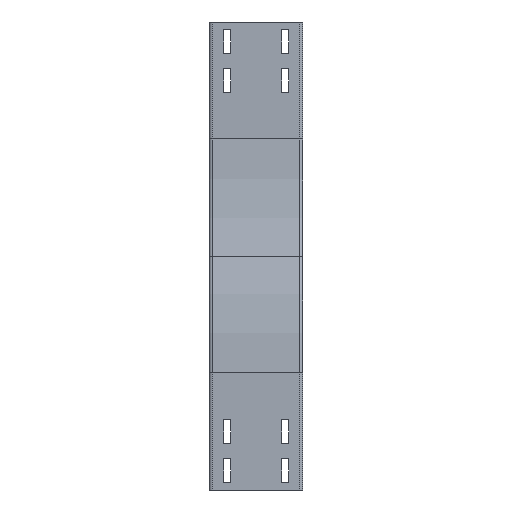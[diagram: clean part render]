
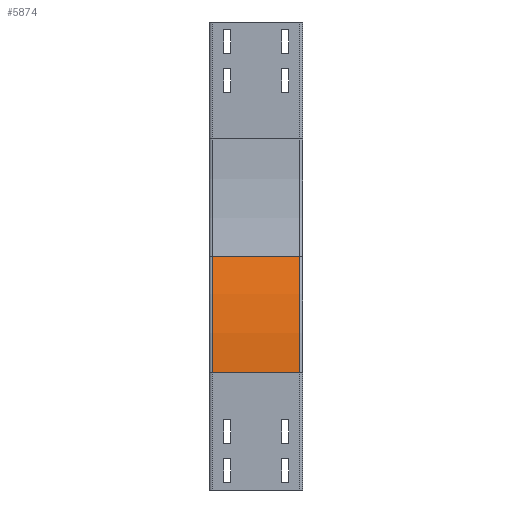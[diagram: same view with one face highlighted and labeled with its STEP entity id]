
A CAD part, left-side view. The second image highlights one B-rep face of the part: STEP entity #5874.
In plain terms, the highlighted cylindrical face has radius 462.5 mm (diameter 925 mm), a partial arc.
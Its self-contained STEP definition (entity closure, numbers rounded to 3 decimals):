
#167=CIRCLE('',#6326,462.5);
#168=CIRCLE('',#6328,462.5);
#304=CYLINDRICAL_SURFACE('',#6327,462.5);
#398=FACE_OUTER_BOUND('',#740,.T.);
#740=EDGE_LOOP('',(#4077,#4078,#4079,#4080));
#1185=LINE('',#8656,#1883);
#1196=LINE('',#8717,#1894);
#1883=VECTOR('',#6932,10.);
#1894=VECTOR('',#7003,10.);
#2559=VERTEX_POINT('',#8646);
#2563=VERTEX_POINT('',#8655);
#2581=VERTEX_POINT('',#8710);
#2583=VERTEX_POINT('',#8716);
#3119=EDGE_CURVE('',#2563,#2559,#1185,.T.);
#3148=EDGE_CURVE('',#2581,#2559,#167,.T.);
#3149=EDGE_CURVE('',#2583,#2581,#1196,.T.);
#3150=EDGE_CURVE('',#2583,#2563,#168,.T.);
#4077=ORIENTED_EDGE('',*,*,#3149,.T.);
#4078=ORIENTED_EDGE('',*,*,#3148,.T.);
#4079=ORIENTED_EDGE('',*,*,#3119,.F.);
#4080=ORIENTED_EDGE('',*,*,#3150,.F.);
#5874=ADVANCED_FACE('',(#398),#304,.T.);
#6326=AXIS2_PLACEMENT_3D('',#8714,#6999,#7000);
#6327=AXIS2_PLACEMENT_3D('',#8715,#7001,#7002);
#6328=AXIS2_PLACEMENT_3D('',#8718,#7004,#7005);
#6932=DIRECTION('',(0.,1.,0.));
#6999=DIRECTION('center_axis',(0.,-1.,0.));
#7000=DIRECTION('ref_axis',(-0.946,0.,0.324));
#7001=DIRECTION('center_axis',(0.,-1.,0.));
#7002=DIRECTION('ref_axis',(1.,0.,0.));
#7003=DIRECTION('',(0.,1.,0.));
#7004=DIRECTION('center_axis',(0.,-1.,0.));
#7005=DIRECTION('ref_axis',(-0.946,0.,0.324));
#8646=CARTESIAN_POINT('',(-81.,116.,-300.));
#8655=CARTESIAN_POINT('',(-81.,4.,-300.));
#8656=CARTESIAN_POINT('',(-81.,4.,-300.));
#8710=CARTESIAN_POINT('',(-56.,116.,-150.));
#8714=CARTESIAN_POINT('Origin',(381.5,116.,-300.));
#8715=CARTESIAN_POINT('Origin',(381.5,60.,-300.));
#8716=CARTESIAN_POINT('',(-56.,4.,-150.));
#8717=CARTESIAN_POINT('',(-56.,4.,-150.));
#8718=CARTESIAN_POINT('Origin',(381.5,4.,-300.));
